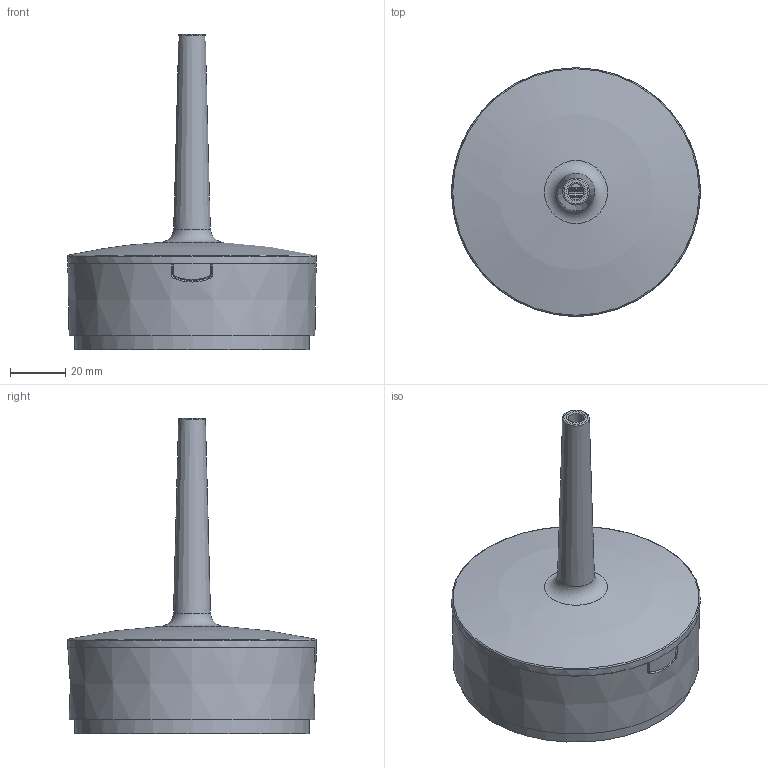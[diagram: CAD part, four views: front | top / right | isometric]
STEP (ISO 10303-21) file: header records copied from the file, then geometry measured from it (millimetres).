
FILE_DESCRIPTION(/* description */ ('This is a sample STEP configuration'),/* implementation_level */ '2;1');
FILE_NAME(/* name */ '540-0211xxxxxxxxx SIMPLE.ipt_Rev_00.1.stp',/* time_stamp */ '2023-04-17T10:52:01+02:00',/* author */ ('powerJobs'),/* organization */ ('coolOrange'),/* preprocessor_version */ 'ST-DEVELOPER v19.2',/* originating_system */ 'Autodesk Inventor 2023',/* authorisation */ '');
FILE_SCHEMA (('AUTOMOTIVE_DESIGN { 1 0 10303 214 3 1 1 }'));
Length unit declared in the file: millimetre
Products named in the file (1): ENG000026283
Bounding box: 90 x 90 x 114.08 mm (x, y, z)
Volume: 104884.2 mm3; surface area: 74277 mm2
Topology: 2 solids, 2 shells, 581 faces, 1508 edges, 895 vertices
Faces by surface type: bspline 190, plane 125, cylinder 89, torus 81, cone 74, sphere 22
Full cylindrical faces by diameter (mm): 2 x1, 2.459 x4, 3.2 x2, 81 x1, 83 x1, 85 x1, 90 x1
Entity records: 23642 total; most frequent: CARTESIAN_POINT 10585, ORIENTED_EDGE 2992, DIRECTION 2426, EDGE_CURVE 1496, AXIS2_PLACEMENT_3D 1062, VERTEX_POINT 895, CIRCLE 603, EDGE_LOOP 601
